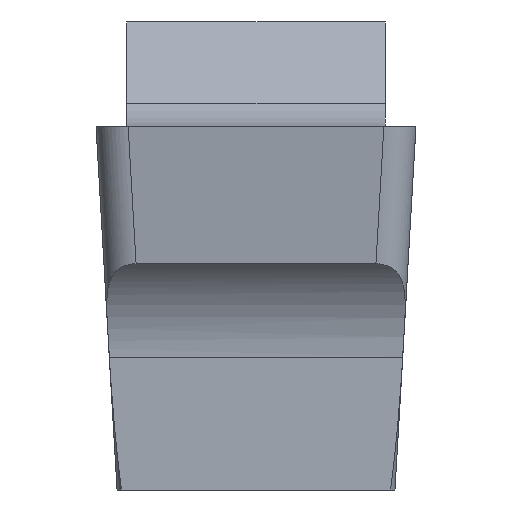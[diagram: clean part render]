
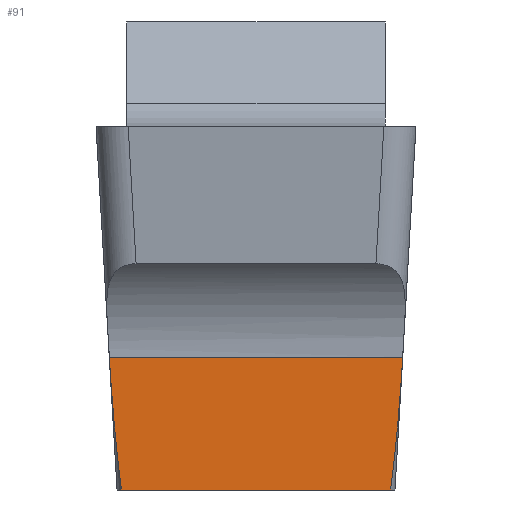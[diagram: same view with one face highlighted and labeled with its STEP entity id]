
A CAD part, front view. The second image highlights one B-rep face of the part: STEP entity #91.
In plain terms, the highlighted planar face has unit normal (0, -1, 0).
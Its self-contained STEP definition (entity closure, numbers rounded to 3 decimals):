
#91=ADVANCED_FACE('',(#159),#121,.T.);
#121=PLANE('',#884);
#159=FACE_OUTER_BOUND('',#199,.T.);
#199=EDGE_LOOP('',(#571,#572,#573,#574));
#213=LINE('',#1137,#291);
#279=LINE('',#1518,#357);
#291=VECTOR('',#910,1.);
#357=VECTOR('',#1066,1.);
#571=ORIENTED_EDGE('',*,*,#678,.F.);
#572=ORIENTED_EDGE('',*,*,#707,.F.);
#573=ORIENTED_EDGE('',*,*,#775,.T.);
#574=ORIENTED_EDGE('',*,*,#701,.F.);
#602=VERTEX_POINT('',#1136);
#603=VERTEX_POINT('',#1138);
#623=VERTEX_POINT('',#1232);
#627=VERTEX_POINT('',#1284);
#678=EDGE_CURVE('',#602,#603,#213,.T.);
#701=EDGE_CURVE('',#603,#623,#785,.T.);
#707=EDGE_CURVE('',#627,#602,#787,.T.);
#775=EDGE_CURVE('',#627,#623,#279,.T.);
#785=ELLIPSE('',#847,3.288,0.4);
#787=ELLIPSE('',#850,3.288,0.4);
#847=AXIS2_PLACEMENT_3D('',#1231,#940,#941);
#850=AXIS2_PLACEMENT_3D('',#1286,#948,#949);
#884=AXIS2_PLACEMENT_3D('',#1519,#1067,#1068);
#910=DIRECTION('',(-1.,0.,0.));
#940=DIRECTION('',(0.,1.,0.));
#941=DIRECTION('',(0.058,0.,-0.998));
#948=DIRECTION('',(0.,1.,0.));
#949=DIRECTION('',(-0.058,0.,-0.998));
#1066=DIRECTION('',(-1.,0.,0.));
#1067=DIRECTION('',(0.,-1.,0.));
#1068=DIRECTION('',(0.,0.,-1.));
#1136=CARTESIAN_POINT('',(1.666,0.35,-4.495));
#1137=CARTESIAN_POINT('',(-1.6,0.35,-4.495));
#1138=CARTESIAN_POINT('',(-1.666,0.35,-4.495));
#1231=CARTESIAN_POINT('',(-1.416,0.35,-2.826));
#1232=CARTESIAN_POINT('',(-1.815,0.35,-2.85));
#1284=CARTESIAN_POINT('',(1.815,0.35,-2.85));
#1286=CARTESIAN_POINT('',(1.416,0.35,-2.826));
#1518=CARTESIAN_POINT('',(10.,0.35,-2.85));
#1519=CARTESIAN_POINT('',(10.,0.35,-12.85));
